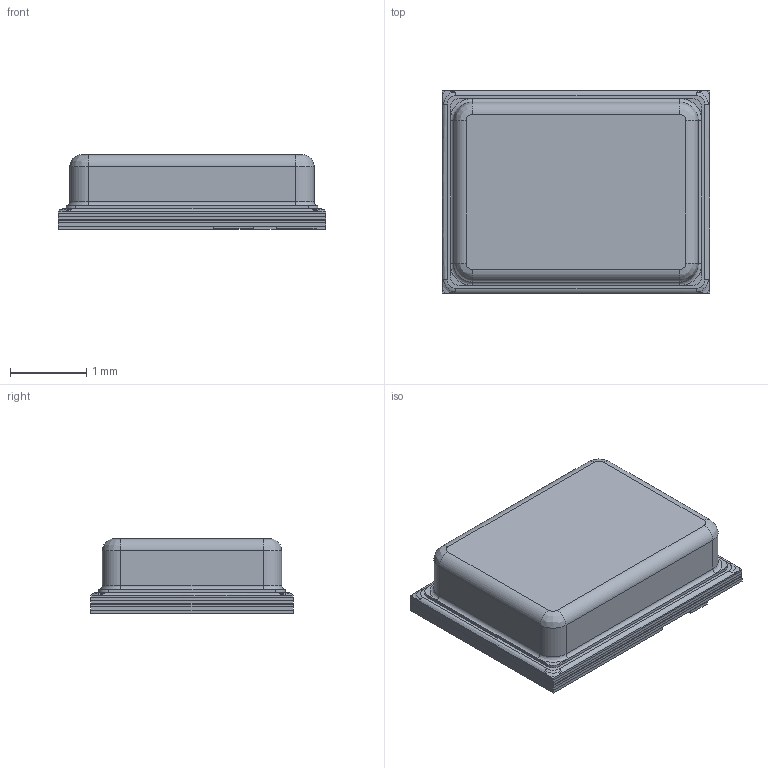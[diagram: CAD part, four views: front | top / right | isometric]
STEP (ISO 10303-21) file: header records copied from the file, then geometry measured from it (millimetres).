
FILE_DESCRIPTION((' '),'2;1');
FILE_NAME('678896PT0A.stp','2014-11-26T17:05:54',(' '),(' '),' ','ACIS',' ');
FILE_SCHEMA(('CONFIG_CONTROL_DESIGN'));
Length unit declared in the file: millimetre
Products named in the file (25): 678896PT0A.stp; Body1; Body2; Body3; Body4; Body5; Body6; Body7; Body8; Body9; Body10; Body11; Body12; Body13; Body14; Body15; Body16; Body17; Body18; Body19; Body20; Body21; Body22; Body23; Body24
Assembly tree (24 placements, depth 2):
  678896PT0A.stp
    Body1
    Body2
    Body3
    Body4
    Body5
    Body6
    Body7
    Body8
    Body9
    Body10
    Body11
    Body12
    Body13
    Body14
    Body15
    Body16
    Body17
    Body18
    Body19
    Body20
    Body21
    Body22
    Body23
    Body24
Bounding box: 3.5 x 2.65 x 0.98 mm (x, y, z)
Volume: 3.4 mm3; surface area: 164.2 mm2
Topology: 24 solids, 24 shells, 634 faces, 1698 edges, 1112 vertices
Faces by surface type: plane 470, bspline 85, cylinder 71, torus 8
Full cylindrical faces by diameter (mm): 0.375 x4, 0.525 x1, 0.675 x4
Entity records: 23831 total; most frequent: CARTESIAN_POINT 4604, ORIENTED_EDGE 3356, DIRECTION 3046, EDGE_CURVE 1678, VECTOR 1474, LINE 1474, VERTEX_POINT 1106, AXIS2_PLACEMENT_3D 786
